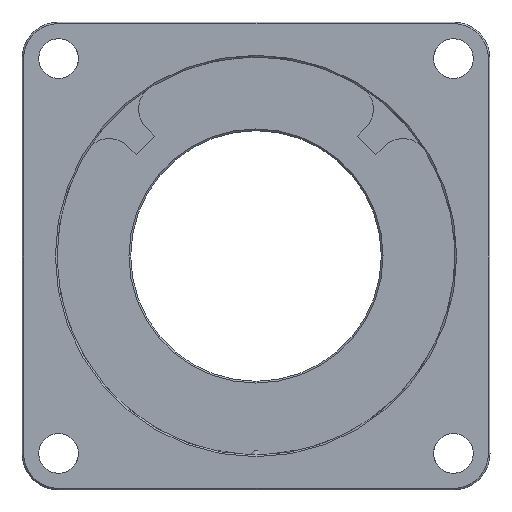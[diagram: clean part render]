
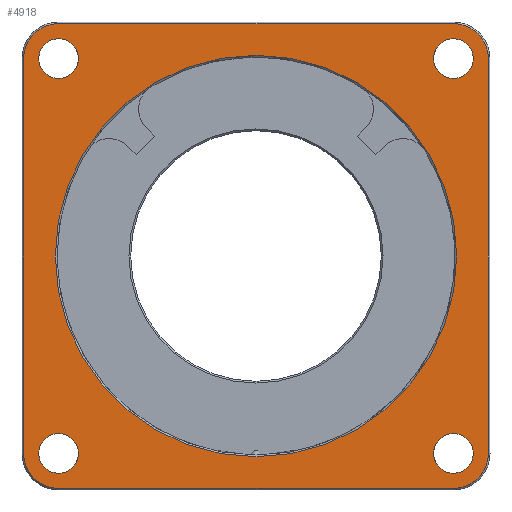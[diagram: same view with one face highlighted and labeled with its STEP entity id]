
A CAD part, front view. The second image highlights one B-rep face of the part: STEP entity #4918.
In plain terms, the highlighted planar face has unit normal (0, -1, 0).
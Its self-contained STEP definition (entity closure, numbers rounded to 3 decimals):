
#29 = DIRECTION ( 'NONE',  ( 0., 1., 0. ) ) ;
#48 = FACE_BOUND ( 'NONE', #3236, .T. ) ;
#82 = CARTESIAN_POINT ( 'NONE',  ( 101.861, 27.77, 89.047 ) ) ;
#102 = DIRECTION ( 'NONE',  ( 0., 1., 0. ) ) ;
#313 = LINE ( 'NONE', #6262, #3462 ) ;
#327 = ORIENTED_EDGE ( 'NONE', *, *, #4952, .F. ) ;
#338 = AXIS2_PLACEMENT_3D ( 'NONE', #4446, #3840, #939 ) ;
#363 = AXIS2_PLACEMENT_3D ( 'NONE', #1776, #1811, #5261 ) ;
#382 = DIRECTION ( 'NONE',  ( 0., 0., 1. ) ) ;
#417 = EDGE_CURVE ( 'NONE', #6429, #2241, #5356, .T. ) ;
#440 = DIRECTION ( 'NONE',  ( 0., 0., -1. ) ) ;
#444 = CIRCLE ( 'NONE', #5103, 30.501 ) ;
#447 = DIRECTION ( 'NONE',  ( 0., 0., 1. ) ) ;
#524 = EDGE_CURVE ( 'NONE', #2241, #4942, #4935, .T. ) ;
#528 = VERTEX_POINT ( 'NONE', #2364 ) ;
#674 = AXIS2_PLACEMENT_3D ( 'NONE', #4837, #5872, #382 ) ;
#685 = FACE_BOUND ( 'NONE', #5017, .T. ) ;
#760 = DIRECTION ( 'NONE',  ( -1., 0., 0. ) ) ;
#776 = CIRCLE ( 'NONE', #4412, 3.01 ) ;
#939 = DIRECTION ( 'NONE',  ( 0., 0., 1. ) ) ;
#999 = ORIENTED_EDGE ( 'NONE', *, *, #3004, .T. ) ;
#1045 = ORIENTED_EDGE ( 'NONE', *, *, #417, .F. ) ;
#1054 = CIRCLE ( 'NONE', #3449, 5.3 ) ;
#1072 = VERTEX_POINT ( 'NONE', #5648 ) ;
#1117 = EDGE_LOOP ( 'NONE', ( #999 ) ) ;
#1160 = CARTESIAN_POINT ( 'NONE',  ( 66.88, 27.77, 84.557 ) ) ;
#1199 = CARTESIAN_POINT ( 'NONE',  ( 66.89, 27.77, 16.237 ) ) ;
#1315 = CARTESIAN_POINT ( 'NONE',  ( 72.19, 27.77, 81.557 ) ) ;
#1415 = VERTEX_POINT ( 'NONE', #4917 ) ;
#1445 = VERTEX_POINT ( 'NONE', #5403 ) ;
#1473 = VERTEX_POINT ( 'NONE', #4365 ) ;
#1559 = DIRECTION ( 'NONE',  ( 0., -1., 0. ) ) ;
#1572 = LINE ( 'NONE', #3568, #6068 ) ;
#1592 = VERTEX_POINT ( 'NONE', #1160 ) ;
#1689 = DIRECTION ( 'NONE',  ( 0., 0., 1. ) ) ;
#1746 = EDGE_CURVE ( 'NONE', #4942, #4370, #4690, .T. ) ;
#1776 = CARTESIAN_POINT ( 'NONE',  ( 66.88, 27.77, 81.547 ) ) ;
#1801 = ORIENTED_EDGE ( 'NONE', *, *, #1746, .F. ) ;
#1811 = DIRECTION ( 'NONE',  ( 0., 1., 0. ) ) ;
#2120 = CIRCLE ( 'NONE', #5749, 5.3 ) ;
#2177 = FACE_OUTER_BOUND ( 'NONE', #5483, .T. ) ;
#2222 = CARTESIAN_POINT ( 'NONE',  ( 66.89, 27.77, 86.857 ) ) ;
#2240 = CARTESIAN_POINT ( 'NONE',  ( 6.87, 27.77, 81.557 ) ) ;
#2241 = VERTEX_POINT ( 'NONE', #4250 ) ;
#2248 = EDGE_CURVE ( 'NONE', #2460, #528, #2120, .T. ) ;
#2270 = DIRECTION ( 'NONE',  ( 0., 1., 0. ) ) ;
#2340 = VECTOR ( 'NONE', #760, 1000. ) ;
#2364 = CARTESIAN_POINT ( 'NONE',  ( 6.87, 27.77, 86.857 ) ) ;
#2428 = EDGE_CURVE ( 'NONE', #1415, #1415, #776, .T. ) ;
#2441 = VERTEX_POINT ( 'NONE', #4413 ) ;
#2460 = VERTEX_POINT ( 'NONE', #4555 ) ;
#2469 = EDGE_LOOP ( 'NONE', ( #3459 ) ) ;
#2502 = ORIENTED_EDGE ( 'NONE', *, *, #2428, .T. ) ;
#2595 = EDGE_CURVE ( 'NONE', #5244, #6429, #1054, .T. ) ;
#2659 = CARTESIAN_POINT ( 'NONE',  ( 6.88, 27.77, 81.547 ) ) ;
#2663 = DIRECTION ( 'NONE',  ( 0., 1., 0. ) ) ;
#2756 = DIRECTION ( 'NONE',  ( 0., 0., 1. ) ) ;
#2768 = DIRECTION ( 'NONE',  ( 0., 1., 0. ) ) ;
#2965 = VECTOR ( 'NONE', #440, 1000. ) ;
#2984 = EDGE_CURVE ( 'NONE', #1473, #1473, #444, .T. ) ;
#2989 = CARTESIAN_POINT ( 'NONE',  ( 66.88, 27.77, 21.547 ) ) ;
#2994 = ORIENTED_EDGE ( 'NONE', *, *, #2595, .F. ) ;
#3004 = EDGE_CURVE ( 'NONE', #1445, #1445, #3655, .T. ) ;
#3041 = AXIS2_PLACEMENT_3D ( 'NONE', #4078, #102, #1689 ) ;
#3135 = CIRCLE ( 'NONE', #338, 5.3 ) ;
#3230 = EDGE_CURVE ( 'NONE', #4370, #2441, #3135, .T. ) ;
#3236 = EDGE_LOOP ( 'NONE', ( #4664 ) ) ;
#3406 = EDGE_LOOP ( 'NONE', ( #2502 ) ) ;
#3449 = AXIS2_PLACEMENT_3D ( 'NONE', #4713, #2768, #5715 ) ;
#3459 = ORIENTED_EDGE ( 'NONE', *, *, #5586, .T. ) ;
#3462 = VECTOR ( 'NONE', #3807, 1000. ) ;
#3562 = AXIS2_PLACEMENT_3D ( 'NONE', #2659, #29, #5985 ) ;
#3568 = CARTESIAN_POINT ( 'NONE',  ( 101.861, 27.77, 86.857 ) ) ;
#3635 = EDGE_CURVE ( 'NONE', #2441, #2460, #313, .T. ) ;
#3655 = CIRCLE ( 'NONE', #3562, 3.01 ) ;
#3675 = DIRECTION ( 'NONE',  ( -1., 0., 0. ) ) ;
#3807 = DIRECTION ( 'NONE',  ( 0., 0., 1. ) ) ;
#3840 = DIRECTION ( 'NONE',  ( 0., 1., 0. ) ) ;
#3961 = ORIENTED_EDGE ( 'NONE', *, *, #2248, .F. ) ;
#4078 = CARTESIAN_POINT ( 'NONE',  ( 6.88, 27.77, 21.547 ) ) ;
#4227 = CARTESIAN_POINT ( 'NONE',  ( 6.87, 27.77, 16.237 ) ) ;
#4250 = CARTESIAN_POINT ( 'NONE',  ( 72.19, 27.77, 21.537 ) ) ;
#4303 = ORIENTED_EDGE ( 'NONE', *, *, #6193, .T. ) ;
#4365 = CARTESIAN_POINT ( 'NONE',  ( 36.88, 27.77, 21.046 ) ) ;
#4370 = VERTEX_POINT ( 'NONE', #4227 ) ;
#4412 = AXIS2_PLACEMENT_3D ( 'NONE', #2989, #4898, #447 ) ;
#4413 = CARTESIAN_POINT ( 'NONE',  ( 1.57, 27.77, 21.537 ) ) ;
#4446 = CARTESIAN_POINT ( 'NONE',  ( 6.87, 27.77, 21.537 ) ) ;
#4459 = ORIENTED_EDGE ( 'NONE', *, *, #3635, .F. ) ;
#4471 = FACE_BOUND ( 'NONE', #1117, .T. ) ;
#4485 = CIRCLE ( 'NONE', #3041, 3.01 ) ;
#4538 = FACE_BOUND ( 'NONE', #3406, .T. ) ;
#4555 = CARTESIAN_POINT ( 'NONE',  ( 1.57, 27.77, 81.557 ) ) ;
#4610 = CARTESIAN_POINT ( 'NONE',  ( 36.88, 27.77, 51.547 ) ) ;
#4648 = FACE_BOUND ( 'NONE', #2469, .T. ) ;
#4664 = ORIENTED_EDGE ( 'NONE', *, *, #2984, .F. ) ;
#4677 = PLANE ( 'NONE',  #5432 ) ;
#4690 = LINE ( 'NONE', #6191, #2340 ) ;
#4713 = CARTESIAN_POINT ( 'NONE',  ( 66.89, 27.77, 81.557 ) ) ;
#4837 = CARTESIAN_POINT ( 'NONE',  ( 66.89, 27.77, 21.537 ) ) ;
#4894 = CARTESIAN_POINT ( 'NONE',  ( 72.19, 27.77, 89.047 ) ) ;
#4898 = DIRECTION ( 'NONE',  ( 0., 1., 0. ) ) ;
#4917 = CARTESIAN_POINT ( 'NONE',  ( 66.88, 27.77, 24.557 ) ) ;
#4918 = ADVANCED_FACE ( 'NONE', ( #4648, #4538, #4471, #685, #2177, #48 ), #4677, .F. ) ;
#4935 = CIRCLE ( 'NONE', #674, 5.3 ) ;
#4942 = VERTEX_POINT ( 'NONE', #1199 ) ;
#4952 = EDGE_CURVE ( 'NONE', #528, #5244, #1572, .T. ) ;
#4991 = DIRECTION ( 'NONE',  ( 1., 0., 0. ) ) ;
#5017 = EDGE_LOOP ( 'NONE', ( #4303 ) ) ;
#5103 = AXIS2_PLACEMENT_3D ( 'NONE', #4610, #1559, #5491 ) ;
#5244 = VERTEX_POINT ( 'NONE', #2222 ) ;
#5261 = DIRECTION ( 'NONE',  ( 0., 0., 1. ) ) ;
#5356 = LINE ( 'NONE', #4894, #2965 ) ;
#5403 = CARTESIAN_POINT ( 'NONE',  ( 6.88, 27.77, 84.557 ) ) ;
#5432 = AXIS2_PLACEMENT_3D ( 'NONE', #82, #2663, #3675 ) ;
#5483 = EDGE_LOOP ( 'NONE', ( #1801, #6307, #1045, #2994, #327, #3961, #4459, #6338 ) ) ;
#5491 = DIRECTION ( 'NONE',  ( 0., 0., -1. ) ) ;
#5586 = EDGE_CURVE ( 'NONE', #1592, #1592, #6390, .T. ) ;
#5648 = CARTESIAN_POINT ( 'NONE',  ( 6.88, 27.77, 24.557 ) ) ;
#5715 = DIRECTION ( 'NONE',  ( 0., 0., 1. ) ) ;
#5749 = AXIS2_PLACEMENT_3D ( 'NONE', #2240, #2270, #2756 ) ;
#5872 = DIRECTION ( 'NONE',  ( 0., 1., 0. ) ) ;
#5985 = DIRECTION ( 'NONE',  ( 0., 0., 1. ) ) ;
#6068 = VECTOR ( 'NONE', #4991, 1000. ) ;
#6191 = CARTESIAN_POINT ( 'NONE',  ( 101.861, 27.77, 16.237 ) ) ;
#6193 = EDGE_CURVE ( 'NONE', #1072, #1072, #4485, .T. ) ;
#6262 = CARTESIAN_POINT ( 'NONE',  ( 1.57, 27.77, 89.047 ) ) ;
#6307 = ORIENTED_EDGE ( 'NONE', *, *, #524, .F. ) ;
#6338 = ORIENTED_EDGE ( 'NONE', *, *, #3230, .F. ) ;
#6390 = CIRCLE ( 'NONE', #363, 3.01 ) ;
#6429 = VERTEX_POINT ( 'NONE', #1315 ) ;
